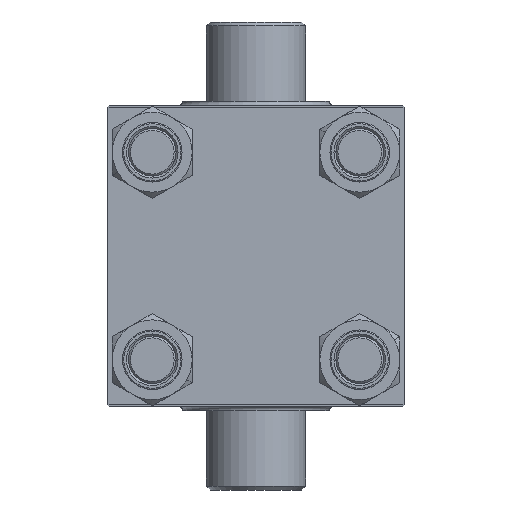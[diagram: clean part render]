
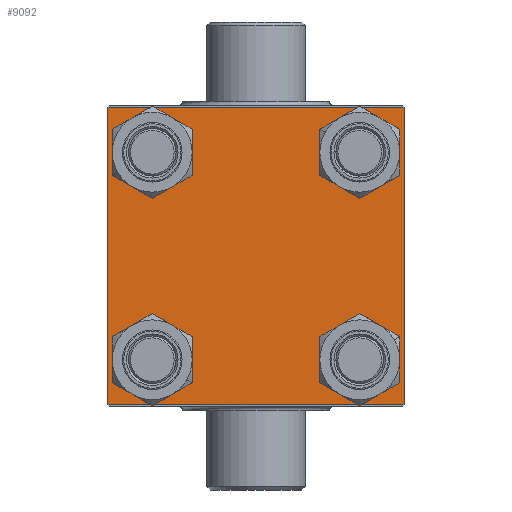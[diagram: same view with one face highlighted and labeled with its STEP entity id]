
A CAD part, left-side view. The second image highlights one B-rep face of the part: STEP entity #9092.
In plain terms, the highlighted planar face has unit normal (-1, 0, 0).
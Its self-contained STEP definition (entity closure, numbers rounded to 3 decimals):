
#179 = CIRCLE ( 'NONE', #24229, 6.5 ) ;
#280 = CARTESIAN_POINT ( 'NONE',  ( 0., 37.5, -37. ) ) ;
#455 = EDGE_CURVE ( 'NONE', #44202, #32124, #8411, .T. ) ;
#759 = EDGE_LOOP ( 'NONE', ( #36478, #17060 ) ) ;
#1038 = ORIENTED_EDGE ( 'NONE', *, *, #35107, .T. ) ;
#1674 = VERTEX_POINT ( 'NONE', #24036 ) ;
#1763 = CIRCLE ( 'NONE', #24366, 6.5 ) ;
#1899 = CIRCLE ( 'NONE', #34958, 6.5 ) ;
#1914 = EDGE_CURVE ( 'NONE', #24958, #8623, #179, .T. ) ;
#2223 = LINE ( 'NONE', #27185, #40072 ) ;
#2256 = CIRCLE ( 'NONE', #15038, 6.5 ) ;
#2421 = FACE_BOUND ( 'NONE', #31504, .T. ) ;
#2829 = DIRECTION ( 'NONE',  ( 1., 0., 0. ) ) ;
#2974 = ORIENTED_EDGE ( 'NONE', *, *, #31921, .T. ) ;
#3042 = CIRCLE ( 'NONE', #29378, 6.5 ) ;
#3472 = VERTEX_POINT ( 'NONE', #280 ) ;
#4577 = DIRECTION ( 'NONE',  ( 1., 0., 0. ) ) ;
#4727 = EDGE_CURVE ( 'NONE', #9712, #36236, #23549, .T. ) ;
#4830 = CARTESIAN_POINT ( 'NONE',  ( 0., -37.5, 37.5 ) ) ;
#4873 = VECTOR ( 'NONE', #32399, 1000. ) ;
#5159 = DIRECTION ( 'NONE',  ( 0., 0., 1. ) ) ;
#5485 = DIRECTION ( 'NONE',  ( 1., 0., 0. ) ) ;
#5631 = VECTOR ( 'NONE', #15199, 1000. ) ;
#5676 = EDGE_LOOP ( 'NONE', ( #7626, #2974, #13227, #37144, #23383, #30814, #39977, #38900 ) ) ;
#6532 = EDGE_CURVE ( 'NONE', #24356, #6867, #1763, .T. ) ;
#6687 = EDGE_CURVE ( 'NONE', #9712, #1674, #2223, .T. ) ;
#6797 = DIRECTION ( 'NONE',  ( 1., 0., 0. ) ) ;
#6867 = VERTEX_POINT ( 'NONE', #30190 ) ;
#7028 = VERTEX_POINT ( 'NONE', #27360 ) ;
#7249 = CARTESIAN_POINT ( 'NONE',  ( 0., -37., -37.5 ) ) ;
#7295 = CARTESIAN_POINT ( 'NONE',  ( 0., 26.15, -19.65 ) ) ;
#7626 = ORIENTED_EDGE ( 'NONE', *, *, #26291, .T. ) ;
#8014 = CARTESIAN_POINT ( 'NONE',  ( 0., -26.15, -19.65 ) ) ;
#8365 = LINE ( 'NONE', #4830, #5631 ) ;
#8411 = CIRCLE ( 'NONE', #18202, 6.5 ) ;
#8447 = EDGE_CURVE ( 'NONE', #21529, #1674, #20704, .T. ) ;
#8597 = DIRECTION ( 'NONE',  ( 0., 0., 1. ) ) ;
#8623 = VERTEX_POINT ( 'NONE', #22099 ) ;
#9092 = ADVANCED_FACE ( 'NONE', ( #27378, #31357, #2421, #37462, #26677 ), #33946, .T. ) ;
#9247 = VERTEX_POINT ( 'NONE', #10876 ) ;
#9559 = CARTESIAN_POINT ( 'NONE',  ( 0., 37., 37.5 ) ) ;
#9632 = CARTESIAN_POINT ( 'NONE',  ( 0., 37.5, 37. ) ) ;
#9712 = VERTEX_POINT ( 'NONE', #9559 ) ;
#9719 = CARTESIAN_POINT ( 'NONE',  ( 0., 26.15, -26.15 ) ) ;
#9725 = CARTESIAN_POINT ( 'NONE',  ( 0., 0., 0. ) ) ;
#10123 = EDGE_CURVE ( 'NONE', #41444, #7028, #1899, .T. ) ;
#10876 = CARTESIAN_POINT ( 'NONE',  ( 0., 37., -37.5 ) ) ;
#10994 = CARTESIAN_POINT ( 'NONE',  ( 0., -37.25, -37.25 ) ) ;
#12038 = DIRECTION ( 'NONE',  ( 1., 0., 0. ) ) ;
#13227 = ORIENTED_EDGE ( 'NONE', *, *, #34999, .T. ) ;
#13518 = DIRECTION ( 'NONE',  ( 0., -1., 0. ) ) ;
#13607 = DIRECTION ( 'NONE',  ( 0., 0., 1. ) ) ;
#13759 = LINE ( 'NONE', #17536, #31361 ) ;
#13774 = VECTOR ( 'NONE', #30611, 1000. ) ;
#14200 = EDGE_CURVE ( 'NONE', #21529, #41486, #8365, .T. ) ;
#14323 = ORIENTED_EDGE ( 'NONE', *, *, #6532, .T. ) ;
#14876 = EDGE_LOOP ( 'NONE', ( #22667, #16603 ) ) ;
#15038 = AXIS2_PLACEMENT_3D ( 'NONE', #32485, #15077, #33398 ) ;
#15077 = DIRECTION ( 'NONE',  ( 1., 0., 0. ) ) ;
#15199 = DIRECTION ( 'NONE',  ( 0., 0., -1. ) ) ;
#15205 = DIRECTION ( 'NONE',  ( 1., 0., 0. ) ) ;
#15984 = DIRECTION ( 'NONE',  ( 1., 0., 0. ) ) ;
#16603 = ORIENTED_EDGE ( 'NONE', *, *, #22323, .T. ) ;
#16780 = DIRECTION ( 'NONE',  ( 0., 0., 1. ) ) ;
#17060 = ORIENTED_EDGE ( 'NONE', *, *, #41102, .T. ) ;
#17429 = CARTESIAN_POINT ( 'NONE',  ( 0., 26.15, 26.15 ) ) ;
#17536 = CARTESIAN_POINT ( 'NONE',  ( 0., 37.5, -37.5 ) ) ;
#17848 = AXIS2_PLACEMENT_3D ( 'NONE', #9719, #5485, #16780 ) ;
#18202 = AXIS2_PLACEMENT_3D ( 'NONE', #18699, #4577, #18928 ) ;
#18499 = CARTESIAN_POINT ( 'NONE',  ( 0., -26.15, 32.65 ) ) ;
#18699 = CARTESIAN_POINT ( 'NONE',  ( 0., 26.15, -26.15 ) ) ;
#18928 = DIRECTION ( 'NONE',  ( 0., 0., 1. ) ) ;
#20538 = DIRECTION ( 'NONE',  ( 0., 0., 1. ) ) ;
#20704 = LINE ( 'NONE', #41848, #44655 ) ;
#20909 = CARTESIAN_POINT ( 'NONE',  ( 0., -26.15, -26.15 ) ) ;
#21068 = CARTESIAN_POINT ( 'NONE',  ( 0., 37.25, -37.25 ) ) ;
#21529 = VERTEX_POINT ( 'NONE', #23560 ) ;
#22099 = CARTESIAN_POINT ( 'NONE',  ( 0., -26.15, 19.65 ) ) ;
#22323 = EDGE_CURVE ( 'NONE', #8623, #24958, #2256, .T. ) ;
#22667 = ORIENTED_EDGE ( 'NONE', *, *, #1914, .T. ) ;
#23383 = ORIENTED_EDGE ( 'NONE', *, *, #14200, .F. ) ;
#23549 = LINE ( 'NONE', #30157, #13774 ) ;
#23560 = CARTESIAN_POINT ( 'NONE',  ( 0., -37.5, 37. ) ) ;
#23925 = ORIENTED_EDGE ( 'NONE', *, *, #455, .T. ) ;
#24015 = DIRECTION ( 'NONE',  ( 0., 0.707, 0.707 ) ) ;
#24036 = CARTESIAN_POINT ( 'NONE',  ( 0., -37., 37.5 ) ) ;
#24229 = AXIS2_PLACEMENT_3D ( 'NONE', #30798, #15984, #5159 ) ;
#24356 = VERTEX_POINT ( 'NONE', #43483 ) ;
#24366 = AXIS2_PLACEMENT_3D ( 'NONE', #37729, #15205, #8597 ) ;
#24796 = AXIS2_PLACEMENT_3D ( 'NONE', #20909, #6797, #13607 ) ;
#24834 = DIRECTION ( 'NONE',  ( 0., -1., 0. ) ) ;
#24958 = VERTEX_POINT ( 'NONE', #18499 ) ;
#26291 = EDGE_CURVE ( 'NONE', #36236, #3472, #30408, .T. ) ;
#26656 = CARTESIAN_POINT ( 'NONE',  ( 0., 37.5, 37.5 ) ) ;
#26677 = FACE_OUTER_BOUND ( 'NONE', #5676, .T. ) ;
#26848 = EDGE_LOOP ( 'NONE', ( #36487, #14323 ) ) ;
#27110 = EDGE_CURVE ( 'NONE', #32486, #41486, #39665, .T. ) ;
#27185 = CARTESIAN_POINT ( 'NONE',  ( 0., 37.5, 37.5 ) ) ;
#27324 = DIRECTION ( 'NONE',  ( 0., 0., 1. ) ) ;
#27360 = CARTESIAN_POINT ( 'NONE',  ( 0., -26.15, -32.65 ) ) ;
#27378 = FACE_BOUND ( 'NONE', #14876, .T. ) ;
#29378 = AXIS2_PLACEMENT_3D ( 'NONE', #17429, #2829, #27324 ) ;
#29487 = CARTESIAN_POINT ( 'NONE',  ( 0., -26.15, -26.15 ) ) ;
#30157 = CARTESIAN_POINT ( 'NONE',  ( 0., 37.25, 37.25 ) ) ;
#30190 = CARTESIAN_POINT ( 'NONE',  ( 0., 26.15, 32.65 ) ) ;
#30408 = LINE ( 'NONE', #26656, #37221 ) ;
#30431 = DIRECTION ( 'NONE',  ( -1., 0., 0. ) ) ;
#30611 = DIRECTION ( 'NONE',  ( 0., 0.707, -0.707 ) ) ;
#30798 = CARTESIAN_POINT ( 'NONE',  ( 0., -26.15, 26.15 ) ) ;
#30814 = ORIENTED_EDGE ( 'NONE', *, *, #8447, .T. ) ;
#31357 = FACE_BOUND ( 'NONE', #759, .T. ) ;
#31361 = VECTOR ( 'NONE', #24834, 1000. ) ;
#31504 = EDGE_LOOP ( 'NONE', ( #1038, #23925 ) ) ;
#31921 = EDGE_CURVE ( 'NONE', #3472, #9247, #38915, .T. ) ;
#32124 = VERTEX_POINT ( 'NONE', #7295 ) ;
#32399 = DIRECTION ( 'NONE',  ( 0., -0.707, 0.707 ) ) ;
#32485 = CARTESIAN_POINT ( 'NONE',  ( 0., -26.15, 26.15 ) ) ;
#32486 = VERTEX_POINT ( 'NONE', #7249 ) ;
#33398 = DIRECTION ( 'NONE',  ( 0., 0., 1. ) ) ;
#33946 = PLANE ( 'NONE',  #41641 ) ;
#34958 = AXIS2_PLACEMENT_3D ( 'NONE', #29487, #12038, #44019 ) ;
#34999 = EDGE_CURVE ( 'NONE', #9247, #32486, #13759, .T. ) ;
#35107 = EDGE_CURVE ( 'NONE', #32124, #44202, #38077, .T. ) ;
#35876 = DIRECTION ( 'NONE',  ( 0., -0.707, -0.707 ) ) ;
#36236 = VERTEX_POINT ( 'NONE', #9632 ) ;
#36478 = ORIENTED_EDGE ( 'NONE', *, *, #10123, .T. ) ;
#36487 = ORIENTED_EDGE ( 'NONE', *, *, #45930, .T. ) ;
#37144 = ORIENTED_EDGE ( 'NONE', *, *, #27110, .T. ) ;
#37221 = VECTOR ( 'NONE', #38138, 1000. ) ;
#37286 = VECTOR ( 'NONE', #35876, 1000. ) ;
#37462 = FACE_BOUND ( 'NONE', #26848, .T. ) ;
#37729 = CARTESIAN_POINT ( 'NONE',  ( 0., 26.15, 26.15 ) ) ;
#38077 = CIRCLE ( 'NONE', #17848, 6.5 ) ;
#38138 = DIRECTION ( 'NONE',  ( 0., 0., -1. ) ) ;
#38900 = ORIENTED_EDGE ( 'NONE', *, *, #4727, .T. ) ;
#38915 = LINE ( 'NONE', #21068, #37286 ) ;
#39026 = CIRCLE ( 'NONE', #24796, 6.5 ) ;
#39665 = LINE ( 'NONE', #10994, #4873 ) ;
#39977 = ORIENTED_EDGE ( 'NONE', *, *, #6687, .F. ) ;
#40072 = VECTOR ( 'NONE', #13518, 1000. ) ;
#41102 = EDGE_CURVE ( 'NONE', #7028, #41444, #39026, .T. ) ;
#41444 = VERTEX_POINT ( 'NONE', #8014 ) ;
#41486 = VERTEX_POINT ( 'NONE', #43514 ) ;
#41641 = AXIS2_PLACEMENT_3D ( 'NONE', #9725, #30431, #20538 ) ;
#41848 = CARTESIAN_POINT ( 'NONE',  ( 0., -37.25, 37.25 ) ) ;
#42962 = CARTESIAN_POINT ( 'NONE',  ( 0., 26.15, -32.65 ) ) ;
#43483 = CARTESIAN_POINT ( 'NONE',  ( 0., 26.15, 19.65 ) ) ;
#43514 = CARTESIAN_POINT ( 'NONE',  ( 0., -37.5, -37. ) ) ;
#44019 = DIRECTION ( 'NONE',  ( 0., 0., 1. ) ) ;
#44202 = VERTEX_POINT ( 'NONE', #42962 ) ;
#44655 = VECTOR ( 'NONE', #24015, 1000. ) ;
#45930 = EDGE_CURVE ( 'NONE', #6867, #24356, #3042, .T. ) ;
